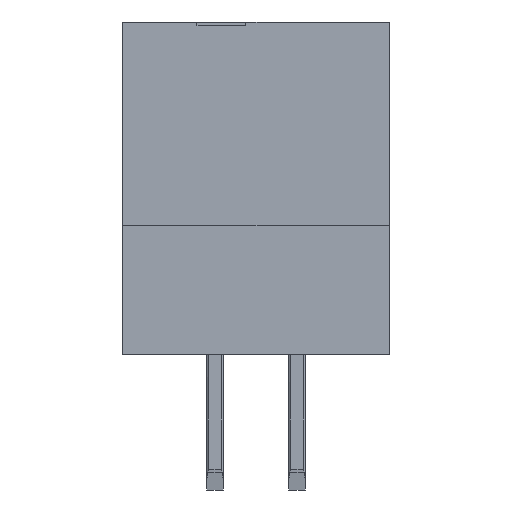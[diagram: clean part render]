
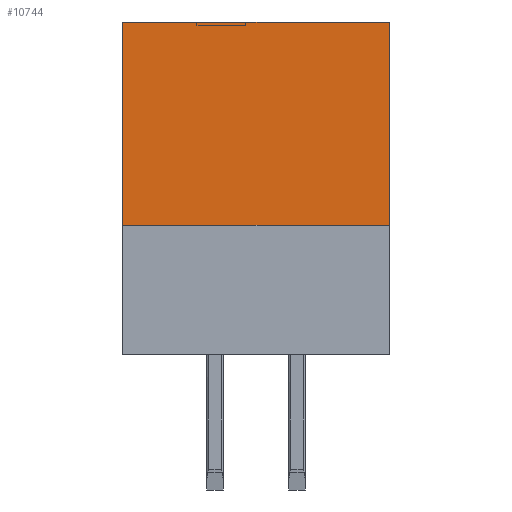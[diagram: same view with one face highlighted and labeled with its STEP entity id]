
A CAD part, left-side view. The second image highlights one B-rep face of the part: STEP entity #10744.
In plain terms, the highlighted planar face has unit normal (-1, 0, 0).
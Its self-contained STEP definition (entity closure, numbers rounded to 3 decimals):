
#2879=CARTESIAN_POINT('',(-12.73,4.125,-6.3));
#2880=VERTEX_POINT('',#2879);
#2887=CARTESIAN_POINT('',(-12.73,4.125,0.));
#2888=VERTEX_POINT('',#2887);
#2889=CARTESIAN_POINT('',(-12.73,4.125,-6.3));
#2890=DIRECTION('',(0.,0.,1.));
#2891=VECTOR('',#2890,6.3);
#2892=LINE('',#2889,#2891);
#2893=EDGE_CURVE('',#2880,#2888,#2892,.T.);
#2978=CARTESIAN_POINT('',(-12.73,-4.125,0.));
#2979=VERTEX_POINT('',#2978);
#2986=CARTESIAN_POINT('',(-12.73,-4.125,-6.3));
#2987=VERTEX_POINT('',#2986);
#2988=CARTESIAN_POINT('',(-12.73,-4.125,0.));
#2989=DIRECTION('',(0.,0.,-1.));
#2990=VECTOR('',#2989,6.3);
#2991=LINE('',#2988,#2990);
#2992=EDGE_CURVE('',#2979,#2987,#2991,.T.);
#3475=CARTESIAN_POINT('',(-12.73,4.125,0.));
#3476=DIRECTION('',(0.,-1.,0.));
#3477=VECTOR('',#3476,8.25);
#3478=LINE('',#3475,#3477);
#3479=EDGE_CURVE('',#2888,#2979,#3478,.T.);
#10728=CARTESIAN_POINT('',(-12.73,0.,-3.15));
#10729=DIRECTION('',(0.,1.,0.));
#10730=DIRECTION('',(-1.,0.,0.));
#10731=AXIS2_PLACEMENT_3D('',#10728,#10730,#10729);
#10732=PLANE('',#10731);
#10733=ORIENTED_EDGE('',*,*,#3479,.F.);
#10734=ORIENTED_EDGE('',*,*,#2893,.F.);
#10735=CARTESIAN_POINT('',(-12.73,4.125,-6.3));
#10736=DIRECTION('',(0.,-1.,0.));
#10737=VECTOR('',#10736,8.25);
#10738=LINE('',#10735,#10737);
#10739=EDGE_CURVE('',#2880,#2987,#10738,.T.);
#10740=ORIENTED_EDGE('',*,*,#10739,.T.);
#10741=ORIENTED_EDGE('',*,*,#2992,.F.);
#10742=EDGE_LOOP('',(#10733,#10734,#10740,#10741));
#10743=FACE_OUTER_BOUND('',#10742,.T.);
#10744=ADVANCED_FACE('',(#10743),#10732,.T.);
